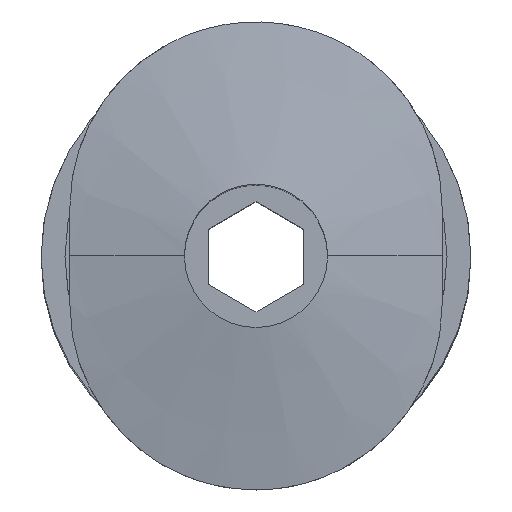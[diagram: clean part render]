
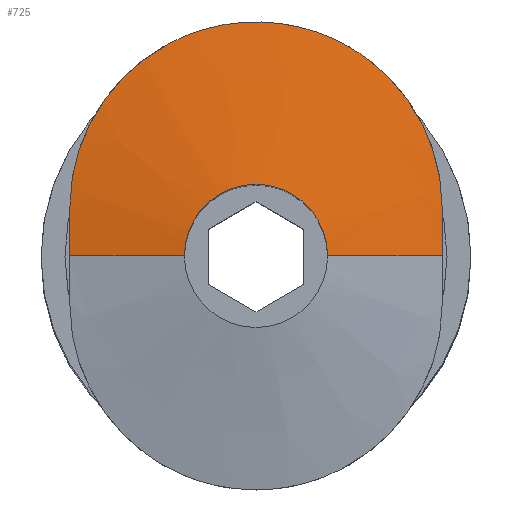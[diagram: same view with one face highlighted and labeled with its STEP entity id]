
A CAD part, top view. The second image highlights one B-rep face of the part: STEP entity #725.
In plain terms, the highlighted conical face has half-angle 80 degrees and reference radius 3.267 mm.
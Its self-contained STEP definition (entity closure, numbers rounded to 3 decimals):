
#480=CONICAL_SURFACE('',#1531,3.267,80.);
#487=B_SPLINE_CURVE_WITH_KNOTS('',3,(#2076,#2077,#2078,#2079),
 .UNSPECIFIED.,.F.,.F.,(4,4),(0.,1.),.UNSPECIFIED.);
#489=B_SPLINE_CURVE_WITH_KNOTS('',3,(#2089,#2090,#2091,#2092),
 .UNSPECIFIED.,.F.,.F.,(4,4),(0.,1.),.UNSPECIFIED.);
#490=B_SPLINE_CURVE_WITH_KNOTS('',3,(#2096,#2097,#2098,#2099,#2100,#2101,
#2102,#2103,#2104,#2105,#2106,#2107,#2108),.UNSPECIFIED.,.F.,.F.,(4,3,3,
3,4),(0.,0.243,0.502,0.761,1.),
 .UNSPECIFIED.);
#491=B_SPLINE_CURVE_WITH_KNOTS('',3,(#2111,#2112,#2113,#2114,#2115,#2116,
#2117,#2118),.UNSPECIFIED.,.F.,.F.,(4,2,2,4),(0.,0.25,0.5,1.),
 .UNSPECIFIED.);
#492=B_SPLINE_CURVE_WITH_KNOTS('',3,(#2119,#2120,#2121,#2122,#2123,#2124,
#2125,#2126),.UNSPECIFIED.,.F.,.F.,(4,2,2,4),(0.,0.25,0.5,1.),
 .UNSPECIFIED.);
#560=FACE_OUTER_BOUND('',#847,.T.);
#609=LINE('',#2081,#665);
#610=LINE('',#2082,#666);
#665=VECTOR('',#1763,1.);
#666=VECTOR('',#1764,1.);
#725=ADVANCED_FACE('',(#560),#480,.T.);
#847=EDGE_LOOP('',(#1048,#1049,#1050,#1051,#1052,#1053,#1054,#1055));
#1048=ORIENTED_EDGE('',*,*,#1342,.F.);
#1049=ORIENTED_EDGE('',*,*,#1338,.F.);
#1050=ORIENTED_EDGE('',*,*,#1336,.F.);
#1051=ORIENTED_EDGE('',*,*,#1269,.T.);
#1052=ORIENTED_EDGE('',*,*,#1335,.T.);
#1053=ORIENTED_EDGE('',*,*,#1334,.F.);
#1054=ORIENTED_EDGE('',*,*,#1341,.F.);
#1055=ORIENTED_EDGE('',*,*,#1340,.F.);
#1171=VERTEX_POINT('',#1904);
#1172=VERTEX_POINT('',#1905);
#1214=VERTEX_POINT('',#2073);
#1215=VERTEX_POINT('',#2075);
#1216=VERTEX_POINT('',#2083);
#1217=VERTEX_POINT('',#2093);
#1218=VERTEX_POINT('',#2109);
#1219=VERTEX_POINT('',#2110);
#1269=EDGE_CURVE('',#1172,#1171,#1404,.T.);
#1334=EDGE_CURVE('',#1215,#1214,#487,.T.);
#1335=EDGE_CURVE('',#1171,#1214,#609,.T.);
#1336=EDGE_CURVE('',#1172,#1216,#610,.T.);
#1338=EDGE_CURVE('',#1216,#1217,#489,.T.);
#1340=EDGE_CURVE('',#1218,#1219,#490,.T.);
#1341=EDGE_CURVE('',#1219,#1215,#491,.T.);
#1342=EDGE_CURVE('',#1217,#1218,#492,.T.);
#1404=CIRCLE('',#1470,1.5);
#1470=AXIS2_PLACEMENT_3D('',#1906,#1618,#1619);
#1531=AXIS2_PLACEMENT_3D('',#2128,#1772,#1773);
#1618=DIRECTION('',(0.,0.,-1.));
#1619=DIRECTION('',(-1.,0.,0.));
#1763=DIRECTION('',(0.985,0.,-0.174));
#1764=DIRECTION('',(-0.985,0.,-0.174));
#1772=DIRECTION('',(0.,0.,-1.));
#1773=DIRECTION('',(1.,0.,0.));
#1904=CARTESIAN_POINT('',(1.5,0.,43.753));
#1905=CARTESIAN_POINT('',(-1.5,0.,43.753));
#1906=CARTESIAN_POINT('',(0.,0.,43.753));
#2073=CARTESIAN_POINT('',(3.9,0.,43.33));
#2075=CARTESIAN_POINT('',(3.9,1.,43.307));
#2076=CARTESIAN_POINT('',(3.9,1.,43.307));
#2077=CARTESIAN_POINT('',(3.9,0.66,43.322));
#2078=CARTESIAN_POINT('',(3.9,0.326,43.33));
#2079=CARTESIAN_POINT('',(3.9,0.,43.33));
#2081=CARTESIAN_POINT('',(3.9,0.,43.33));
#2082=CARTESIAN_POINT('',(-3.9,0.,43.33));
#2083=CARTESIAN_POINT('',(-3.9,0.,43.33));
#2089=CARTESIAN_POINT('',(-3.9,0.,43.33));
#2090=CARTESIAN_POINT('',(-3.9,0.327,43.33));
#2091=CARTESIAN_POINT('',(-3.9,0.661,43.322));
#2092=CARTESIAN_POINT('',(-3.9,1.,43.307));
#2093=CARTESIAN_POINT('',(-3.9,1.,43.307));
#2096=CARTESIAN_POINT('',(-2.362,4.104,43.183));
#2097=CARTESIAN_POINT('',(-2.036,4.351,43.173));
#2098=CARTESIAN_POINT('',(-1.667,4.549,43.166));
#2099=CARTESIAN_POINT('',(-1.281,4.684,43.161));
#2100=CARTESIAN_POINT('',(-0.869,4.827,43.156));
#2101=CARTESIAN_POINT('',(-0.427,4.901,43.153));
#2102=CARTESIAN_POINT('',(0.009,4.9,43.153));
#2103=CARTESIAN_POINT('',(0.446,4.899,43.153));
#2104=CARTESIAN_POINT('',(0.888,4.823,43.156));
#2105=CARTESIAN_POINT('',(1.3,4.677,43.161));
#2106=CARTESIAN_POINT('',(1.679,4.543,43.166));
#2107=CARTESIAN_POINT('',(2.041,4.347,43.173));
#2108=CARTESIAN_POINT('',(2.362,4.104,43.183));
#2109=CARTESIAN_POINT('',(-2.362,4.104,43.183));
#2110=CARTESIAN_POINT('',(2.362,4.104,43.183));
#2111=CARTESIAN_POINT('',(2.362,4.104,43.183));
#2112=CARTESIAN_POINT('',(2.589,3.93,43.189));
#2113=CARTESIAN_POINT('',(2.804,3.728,43.197));
#2114=CARTESIAN_POINT('',(3.188,3.266,43.214));
#2115=CARTESIAN_POINT('',(3.381,2.962,43.226));
#2116=CARTESIAN_POINT('',(3.732,2.251,43.254));
#2117=CARTESIAN_POINT('',(3.9,1.663,43.278));
#2118=CARTESIAN_POINT('',(3.9,1.,43.307));
#2119=CARTESIAN_POINT('',(-3.9,1.,43.307));
#2120=CARTESIAN_POINT('',(-3.9,1.334,43.293));
#2121=CARTESIAN_POINT('',(-3.857,1.649,43.28));
#2122=CARTESIAN_POINT('',(-3.714,2.227,43.256));
#2123=CARTESIAN_POINT('',(-3.637,2.443,43.247));
#2124=CARTESIAN_POINT('',(-3.219,3.29,43.213));
#2125=CARTESIAN_POINT('',(-2.817,3.757,43.195));
#2126=CARTESIAN_POINT('',(-2.362,4.104,43.183));
#2128=CARTESIAN_POINT('',(0.,0.,43.441));
